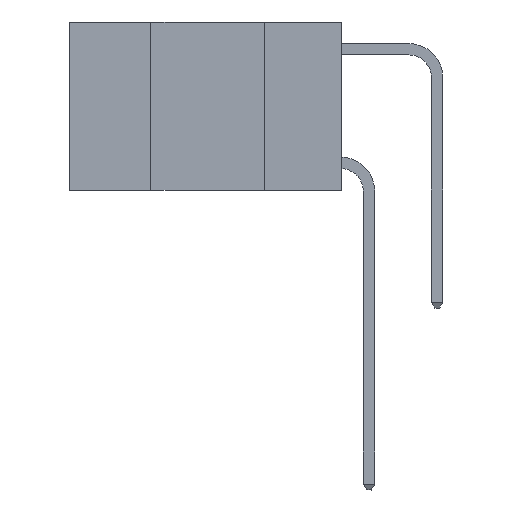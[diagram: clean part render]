
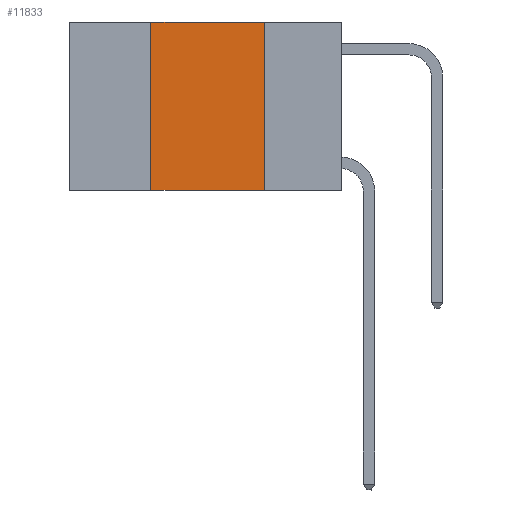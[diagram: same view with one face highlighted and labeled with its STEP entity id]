
A CAD part, left-side view. The second image highlights one B-rep face of the part: STEP entity #11833.
In plain terms, the highlighted planar face has unit normal (-1, 0, 0).
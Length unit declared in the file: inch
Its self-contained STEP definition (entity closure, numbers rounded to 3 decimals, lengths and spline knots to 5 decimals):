
#543 = LINE ( 'NONE', #4186, #8846 ) ;
#680 = ORIENTED_EDGE ( 'NONE', *, *, #7582, .F. ) ;
#919 = EDGE_LOOP ( 'NONE', ( #5483, #10250, #680, #6994 ) ) ;
#1950 = DIRECTION ( 'NONE',  ( 0., -1., 0. ) ) ;
#2124 = CARTESIAN_POINT ( 'NONE',  ( 0., 0.42, 0. ) ) ;
#3110 = DIRECTION ( 'NONE',  ( 0., 0., 1. ) ) ;
#3336 = VECTOR ( 'NONE', #9850, 39.37008 ) ;
#4186 = CARTESIAN_POINT ( 'NONE',  ( 0., 0.17, 0. ) ) ;
#4439 = PLANE ( 'NONE',  #12030 ) ;
#4625 = CARTESIAN_POINT ( 'NONE',  ( 0., 0.6, 0. ) ) ;
#4835 = CARTESIAN_POINT ( 'NONE',  ( 0., 0.42, -0.37 ) ) ;
#5104 = VERTEX_POINT ( 'NONE', #12353 ) ;
#5284 = DIRECTION ( 'NONE',  ( 0., 0., -1. ) ) ;
#5290 = VERTEX_POINT ( 'NONE', #10986 ) ;
#5335 = FACE_OUTER_BOUND ( 'NONE', #919, .T. ) ;
#5349 = EDGE_CURVE ( 'NONE', #8865, #5104, #543, .T. ) ;
#5483 = ORIENTED_EDGE ( 'NONE', *, *, #5349, .F. ) ;
#5711 = DIRECTION ( 'NONE',  ( 1., 0., 0. ) ) ;
#6439 = EDGE_CURVE ( 'NONE', #12834, #5104, #6742, .T. ) ;
#6742 = LINE ( 'NONE', #8021, #13175 ) ;
#6994 = ORIENTED_EDGE ( 'NONE', *, *, #6439, .T. ) ;
#7582 = EDGE_CURVE ( 'NONE', #12834, #5290, #11370, .T. ) ;
#7729 = DIRECTION ( 'NONE',  ( 0., 0., -1. ) ) ;
#8021 = CARTESIAN_POINT ( 'NONE',  ( 0., 0.6, -0.37 ) ) ;
#8846 = VECTOR ( 'NONE', #5284, 39.37008 ) ;
#8865 = VERTEX_POINT ( 'NONE', #10837 ) ;
#9392 = LINE ( 'NONE', #10021, #3336 ) ;
#9507 = EDGE_CURVE ( 'NONE', #5290, #8865, #9392, .T. ) ;
#9614 = VECTOR ( 'NONE', #3110, 39.37008 ) ;
#9850 = DIRECTION ( 'NONE',  ( 0., -1., 0. ) ) ;
#10021 = CARTESIAN_POINT ( 'NONE',  ( 0., 0.6, 0. ) ) ;
#10250 = ORIENTED_EDGE ( 'NONE', *, *, #9507, .F. ) ;
#10837 = CARTESIAN_POINT ( 'NONE',  ( 0., 0.17, 0. ) ) ;
#10986 = CARTESIAN_POINT ( 'NONE',  ( 0., 0.42, 0. ) ) ;
#11370 = LINE ( 'NONE', #2124, #9614 ) ;
#11833 = ADVANCED_FACE ( 'NONE', ( #5335 ), #4439, .F. ) ;
#12030 = AXIS2_PLACEMENT_3D ( 'NONE', #4625, #5711, #7729 ) ;
#12353 = CARTESIAN_POINT ( 'NONE',  ( 0., 0.17, -0.37 ) ) ;
#12834 = VERTEX_POINT ( 'NONE', #4835 ) ;
#13175 = VECTOR ( 'NONE', #1950, 39.37008 ) ;
